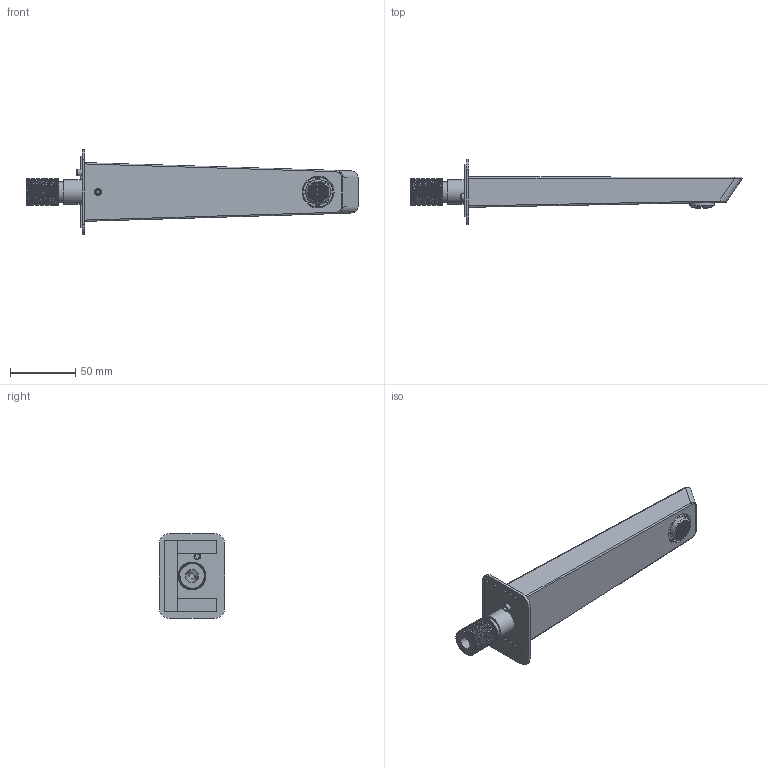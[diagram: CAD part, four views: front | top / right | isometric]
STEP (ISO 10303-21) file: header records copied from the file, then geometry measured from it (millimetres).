
FILE_DESCRIPTION (( 'STEP AP203' ), '1' );
FILE_NAME ('AAZ310769.STEP', '2024-09-12T10:51:17', ( '' ), ( '' ), 'SwSTEP 2.0', 'SolidWorks 2021', '' );
FILE_SCHEMA (( 'CONFIG_CONTROL_DESIGN' ));
Length unit declared in the file: millimetre
Products named in the file (14): SE0171_Predeterminado; VA0033_Predeterminado; AAZ310769; SE0017_CVSE0017; SM0359_XBSM0359; SE0172_Predeterminado; FX0336_Predeterminado; FX0055_CVFX0055; CV0252_CRCV0252; SP0099_CRSP0099; FX0001_CVFX0001; AR0089_CPAR0089; AAZ310761_Predeterminado; SM0358_Predeterminado
Assembly tree (15 placements, depth 3):
  AAZ310769
    AAZ310761_Predeterminado
      SP0099_CRSP0099
      FX0055_CVFX0055
      FX0001_CVFX0001
      AR0089_CPAR0089
    SM0359_XBSM0359
      CV0252_CRCV0252
      SE0171_Predeterminado
      SE0172_Predeterminado  x2
    SM0358_Predeterminado
      FX0336_Predeterminado
      SE0017_CVSE0017  x2
      VA0033_Predeterminado
Bounding box: 254.12 x 50 x 65 mm (x, y, z)
Volume: 87743.2 mm3; surface area: 81033.8 mm2
Topology: 13 solids, 13 shells, 2049 faces, 5189 edges, 3425 vertices
Faces by surface type: plane 1885, cylinder 94, bspline 45, cone 19, sphere 4, torus 2
Full cylindrical faces by diameter (mm): 4 x1, 4.2 x1, 4.5 x1, 5 x3, 9 x1, 12.8 x2, 15.8 x3, 16 x3, 16.4 x1, 16.5 x2, 17.5 x1, 18.75 x1, 19 x2, 19.5 x1, 22.1 x1, 22.5 x2, 23 x1, 23.8 x1, 24.5 x1
Entity records: 68811 total; most frequent: CARTESIAN_POINT 17467, DIRECTION 10299, ORIENTED_EDGE 10208, EDGE_CURVE 5104, LINE 3585, VECTOR 3585, VERTEX_POINT 3402, AXIS2_PLACEMENT_3D 3357
